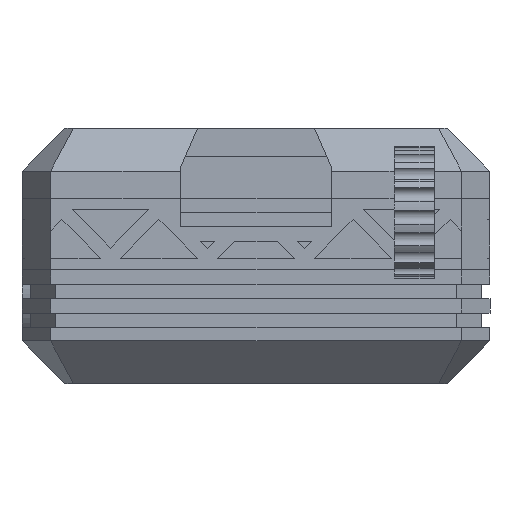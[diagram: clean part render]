
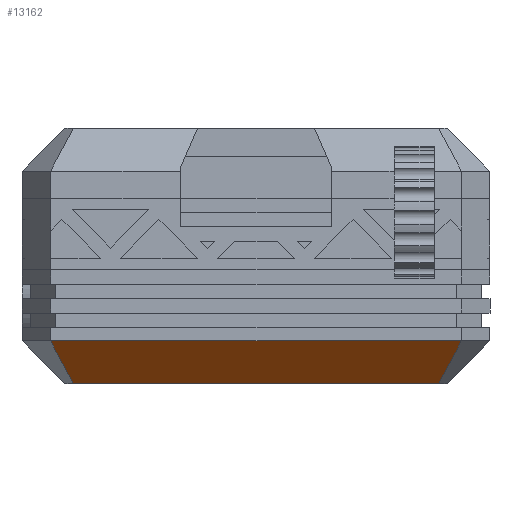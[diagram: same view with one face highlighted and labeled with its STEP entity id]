
A CAD part, left-side view. The second image highlights one B-rep face of the part: STEP entity #13162.
In plain terms, the highlighted planar face has unit normal (-0.707, 0, -0.707).
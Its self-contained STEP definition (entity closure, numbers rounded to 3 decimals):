
#1153=FACE_OUTER_BOUND('',#1917,.T.);
#1917=EDGE_LOOP('',(#11518,#11519,#11520,#11521));
#3486=LINE('',#21303,#5066);
#3516=LINE('',#21375,#5096);
#3528=LINE('',#21399,#5108);
#3529=LINE('',#21401,#5109);
#5066=VECTOR('',#16980,10.);
#5096=VECTOR('',#17060,10.);
#5108=VECTOR('',#17084,10.);
#5109=VECTOR('',#17087,10.);
#6253=VERTEX_POINT('',#21285);
#6258=VERTEX_POINT('',#21301);
#6274=VERTEX_POINT('',#21371);
#6281=VERTEX_POINT('',#21397);
#8026=EDGE_CURVE('',#6253,#6258,#3486,.T.);
#8064=EDGE_CURVE('',#6274,#6253,#3516,.T.);
#8076=EDGE_CURVE('',#6281,#6258,#3528,.T.);
#8077=EDGE_CURVE('',#6281,#6274,#3529,.T.);
#11518=ORIENTED_EDGE('',*,*,#8026,.T.);
#11519=ORIENTED_EDGE('',*,*,#8076,.F.);
#11520=ORIENTED_EDGE('',*,*,#8077,.T.);
#11521=ORIENTED_EDGE('',*,*,#8064,.T.);
#12502=PLANE('',#13965);
#13162=ADVANCED_FACE('',(#1153),#12502,.T.);
#13965=AXIS2_PLACEMENT_3D('',#21400,#17085,#17086);
#16980=DIRECTION('',(0.,1.,0.));
#17060=DIRECTION('',(-0.661,-0.354,0.661));
#17084=DIRECTION('',(-0.661,0.354,0.661));
#17085=DIRECTION('center_axis',(-0.707,0.,-0.707));
#17086=DIRECTION('ref_axis',(-0.707,0.,0.707));
#17087=DIRECTION('',(0.,-1.,0.));
#21285=CARTESIAN_POINT('',(-32.4,-1.9,-9.));
#21301=CARTESIAN_POINT('',(-32.4,26.9,-9.));
#21303=CARTESIAN_POINT('',(-32.4,5.3,-9.));
#21371=CARTESIAN_POINT('',(-29.4,-0.294,-12.));
#21375=CARTESIAN_POINT('',(-29.4,-0.294,-12.));
#21397=CARTESIAN_POINT('',(-29.4,25.294,-12.));
#21399=CARTESIAN_POINT('',(-29.4,25.294,-12.));
#21400=CARTESIAN_POINT('Origin',(-30.9,5.3,-10.5));
#21401=CARTESIAN_POINT('',(-29.4,5.3,-12.));
